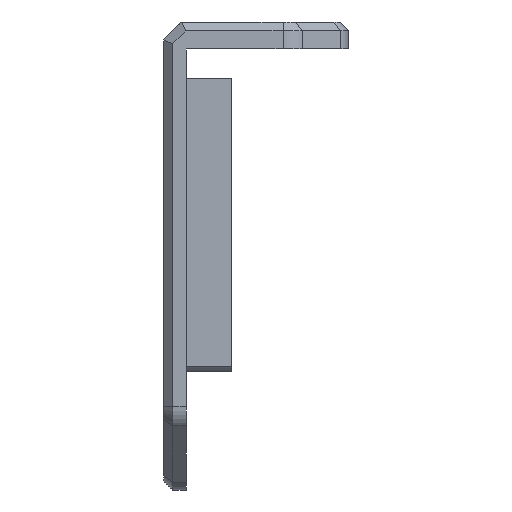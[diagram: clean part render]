
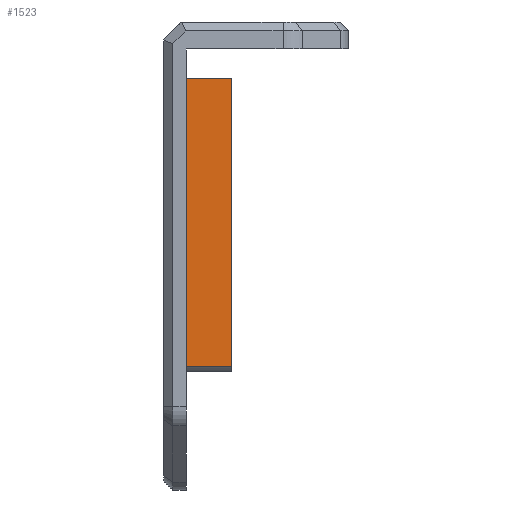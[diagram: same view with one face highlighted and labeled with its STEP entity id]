
A CAD part, left-side view. The second image highlights one B-rep face of the part: STEP entity #1523.
In plain terms, the highlighted free-form (B-spline) face has degree [1, 1] with [2, 2] control points.
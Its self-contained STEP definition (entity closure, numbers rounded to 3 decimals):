
#47 = B_SPLINE_SURFACE_WITH_KNOTS('',1,1,(
    (#48,#49)
    ,(#50,#51)),.UNSPECIFIED.,.F.,.F.,.F.,(2,2),(2,2),(0.,1.),(0.,1.),
  .PIECEWISE_BEZIER_KNOTS.);
#48 = CARTESIAN_POINT('',(86.,15.,-15.));
#49 = CARTESIAN_POINT('',(86.,15.,34.));
#50 = CARTESIAN_POINT('',(-16.,15.,-15.));
#51 = CARTESIAN_POINT('',(-16.,15.,34.));
#104 = B_SPLINE_SURFACE_WITH_KNOTS('',1,1,(
    (#105,#106)
    ,(#107,#108)),.UNSPECIFIED.,.F.,.F.,.F.,(2,2),(2,2),(0.,1.),(0.,1.),
  .PIECEWISE_BEZIER_KNOTS.);
#105 = CARTESIAN_POINT('',(88.786,10.,14.714));
#106 = CARTESIAN_POINT('',(35.,10.,68.5));
#107 = CARTESIAN_POINT('',(35.,10.,-39.071));
#108 = CARTESIAN_POINT('',(-18.786,10.,14.714));
#182 = B_SPLINE_SURFACE_WITH_KNOTS('',1,1,(
    (#183,#184)
    ,(#185,#186)),.UNSPECIFIED.,.F.,.F.,.F.,(2,2),(2,2),(0.,1.),(0.,1.),
  .PIECEWISE_BEZIER_KNOTS.);
#183 = CARTESIAN_POINT('',(-2.8,15.,30.7));
#184 = CARTESIAN_POINT('',(72.8,15.,30.7));
#185 = CARTESIAN_POINT('',(-2.8,10.,30.7));
#186 = CARTESIAN_POINT('',(72.8,10.,30.7));
#238 = VERTEX_POINT('',#239);
#239 = CARTESIAN_POINT('',(-2.8,10.,-1.25));
#257 = SURFACE_OF_REVOLUTION('',#258,#262);
#258 = LINE('',#259,#260);
#259 = CARTESIAN_POINT('',(-2.8,15.,-1.25));
#260 = VECTOR('',#261,1.);
#261 = DIRECTION('',(0.,-1.,0.));
#262 = AXIS1_PLACEMENT('',#263,#264);
#263 = CARTESIAN_POINT('',(1.,35.,2.));
#264 = DIRECTION('',(0.,1.,0.));
#271 = EDGE_CURVE('',#238,#272,#274,.T.);
#272 = VERTEX_POINT('',#273);
#273 = CARTESIAN_POINT('',(-2.8,10.,30.7));
#274 = SURFACE_CURVE('',#275,(#279,#285),.PCURVE_S1.);
#275 = LINE('',#276,#277);
#276 = CARTESIAN_POINT('',(-2.8,10.,-1.25));
#277 = VECTOR('',#278,1.);
#278 = DIRECTION('',(0.,0.,1.));
#279 = PCURVE('',#104,#280);
#280 = DEFINITIONAL_REPRESENTATION('',(#281),#284);
#281 = B_SPLINE_CURVE_WITH_KNOTS('',1,(#282,#283),.UNSPECIFIED.,.F.,.F.,
  (2,2),(0.,31.95),.PIECEWISE_BEZIER_KNOTS.);
#282 = CARTESIAN_POINT('',(1.,0.703));
#283 = CARTESIAN_POINT('',(0.703,1.));
#284 = ( GEOMETRIC_REPRESENTATION_CONTEXT(2) 
PARAMETRIC_REPRESENTATION_CONTEXT() REPRESENTATION_CONTEXT('2D SPACE',''
  ) );
#285 = PCURVE('',#286,#291);
#286 = B_SPLINE_SURFACE_WITH_KNOTS('',1,1,(
    (#287,#288)
    ,(#289,#290)),.UNSPECIFIED.,.F.,.F.,.F.,(2,2),(2,2),(0.,1.),(0.,1.),
  .PIECEWISE_BEZIER_KNOTS.);
#287 = CARTESIAN_POINT('',(-2.8,15.,-1.25));
#288 = CARTESIAN_POINT('',(-2.8,10.,-1.25));
#289 = CARTESIAN_POINT('',(-2.8,15.,30.7));
#290 = CARTESIAN_POINT('',(-2.8,10.,30.7));
#291 = DEFINITIONAL_REPRESENTATION('',(#292),#295);
#292 = B_SPLINE_CURVE_WITH_KNOTS('',1,(#293,#294),.UNSPECIFIED.,.F.,.F.,
  (2,2),(0.,31.95),.PIECEWISE_BEZIER_KNOTS.);
#293 = CARTESIAN_POINT('',(0.,1.));
#294 = CARTESIAN_POINT('',(1.,1.));
#295 = ( GEOMETRIC_REPRESENTATION_CONTEXT(2) 
PARAMETRIC_REPRESENTATION_CONTEXT() REPRESENTATION_CONTEXT('2D SPACE',''
  ) );
#1432 = VERTEX_POINT('',#1433);
#1433 = CARTESIAN_POINT('',(-2.8,15.,30.7));
#1452 = EDGE_CURVE('',#1432,#1453,#1455,.T.);
#1453 = VERTEX_POINT('',#1454);
#1454 = CARTESIAN_POINT('',(-2.8,15.,-1.25));
#1455 = SURFACE_CURVE('',#1456,(#1460,#1466),.PCURVE_S1.);
#1456 = LINE('',#1457,#1458);
#1457 = CARTESIAN_POINT('',(-2.8,15.,30.7));
#1458 = VECTOR('',#1459,1.);
#1459 = DIRECTION('',(0.,0.,-1.));
#1460 = PCURVE('',#47,#1461);
#1461 = DEFINITIONAL_REPRESENTATION('',(#1462),#1465);
#1462 = B_SPLINE_CURVE_WITH_KNOTS('',1,(#1463,#1464),.UNSPECIFIED.,.F.,
  .F.,(2,2),(0.,31.95),.PIECEWISE_BEZIER_KNOTS.);
#1463 = CARTESIAN_POINT('',(0.871,0.933));
#1464 = CARTESIAN_POINT('',(0.871,0.281));
#1465 = ( GEOMETRIC_REPRESENTATION_CONTEXT(2) 
PARAMETRIC_REPRESENTATION_CONTEXT() REPRESENTATION_CONTEXT('2D SPACE',''
  ) );
#1466 = PCURVE('',#286,#1467);
#1467 = DEFINITIONAL_REPRESENTATION('',(#1468),#1471);
#1468 = B_SPLINE_CURVE_WITH_KNOTS('',1,(#1469,#1470),.UNSPECIFIED.,.F.,
  .F.,(2,2),(0.,31.95),.PIECEWISE_BEZIER_KNOTS.);
#1469 = CARTESIAN_POINT('',(1.,0.));
#1470 = CARTESIAN_POINT('',(0.,0.));
#1471 = ( GEOMETRIC_REPRESENTATION_CONTEXT(2) 
PARAMETRIC_REPRESENTATION_CONTEXT() REPRESENTATION_CONTEXT('2D SPACE',''
  ) );
#1502 = EDGE_CURVE('',#1432,#272,#1503,.T.);
#1503 = SURFACE_CURVE('',#1504,(#1508,#1514),.PCURVE_S1.);
#1504 = LINE('',#1505,#1506);
#1505 = CARTESIAN_POINT('',(-2.8,15.,30.7));
#1506 = VECTOR('',#1507,1.);
#1507 = DIRECTION('',(0.,-1.,0.));
#1508 = PCURVE('',#182,#1509);
#1509 = DEFINITIONAL_REPRESENTATION('',(#1510),#1513);
#1510 = B_SPLINE_CURVE_WITH_KNOTS('',1,(#1511,#1512),.UNSPECIFIED.,.F.,
  .F.,(2,2),(0.,5.),.PIECEWISE_BEZIER_KNOTS.);
#1511 = CARTESIAN_POINT('',(0.,0.));
#1512 = CARTESIAN_POINT('',(1.,0.));
#1513 = ( GEOMETRIC_REPRESENTATION_CONTEXT(2) 
PARAMETRIC_REPRESENTATION_CONTEXT() REPRESENTATION_CONTEXT('2D SPACE',''
  ) );
#1514 = PCURVE('',#286,#1515);
#1515 = DEFINITIONAL_REPRESENTATION('',(#1516),#1519);
#1516 = B_SPLINE_CURVE_WITH_KNOTS('',1,(#1517,#1518),.UNSPECIFIED.,.F.,
  .F.,(2,2),(0.,5.),.PIECEWISE_BEZIER_KNOTS.);
#1517 = CARTESIAN_POINT('',(1.,0.));
#1518 = CARTESIAN_POINT('',(1.,1.));
#1519 = ( GEOMETRIC_REPRESENTATION_CONTEXT(2) 
PARAMETRIC_REPRESENTATION_CONTEXT() REPRESENTATION_CONTEXT('2D SPACE',''
  ) );
#1523 = ADVANCED_FACE('',(#1524),#286,.F.);
#1524 = FACE_BOUND('',#1525,.F.);
#1525 = EDGE_LOOP('',(#1526,#1545,#1546,#1547));
#1526 = ORIENTED_EDGE('',*,*,#1527,.F.);
#1527 = EDGE_CURVE('',#1453,#238,#1528,.T.);
#1528 = SURFACE_CURVE('',#1529,(#1533,#1539),.PCURVE_S1.);
#1529 = LINE('',#1530,#1531);
#1530 = CARTESIAN_POINT('',(-2.8,15.,-1.25));
#1531 = VECTOR('',#1532,1.);
#1532 = DIRECTION('',(0.,-1.,0.));
#1533 = PCURVE('',#286,#1534);
#1534 = DEFINITIONAL_REPRESENTATION('',(#1535),#1538);
#1535 = B_SPLINE_CURVE_WITH_KNOTS('',1,(#1536,#1537),.UNSPECIFIED.,.F.,
  .F.,(2,2),(0.,5.),.PIECEWISE_BEZIER_KNOTS.);
#1536 = CARTESIAN_POINT('',(0.,0.));
#1537 = CARTESIAN_POINT('',(0.,1.));
#1538 = ( GEOMETRIC_REPRESENTATION_CONTEXT(2) 
PARAMETRIC_REPRESENTATION_CONTEXT() REPRESENTATION_CONTEXT('2D SPACE',''
  ) );
#1539 = PCURVE('',#257,#1540);
#1540 = DEFINITIONAL_REPRESENTATION('',(#1541),#1544);
#1541 = B_SPLINE_CURVE_WITH_KNOTS('',1,(#1542,#1543),.UNSPECIFIED.,.F.,
  .F.,(2,2),(0.,5.),.PIECEWISE_BEZIER_KNOTS.);
#1542 = CARTESIAN_POINT('',(6.283,0.));
#1543 = CARTESIAN_POINT('',(6.283,5.));
#1544 = ( GEOMETRIC_REPRESENTATION_CONTEXT(2) 
PARAMETRIC_REPRESENTATION_CONTEXT() REPRESENTATION_CONTEXT('2D SPACE',''
  ) );
#1545 = ORIENTED_EDGE('',*,*,#1452,.F.);
#1546 = ORIENTED_EDGE('',*,*,#1502,.T.);
#1547 = ORIENTED_EDGE('',*,*,#271,.F.);
